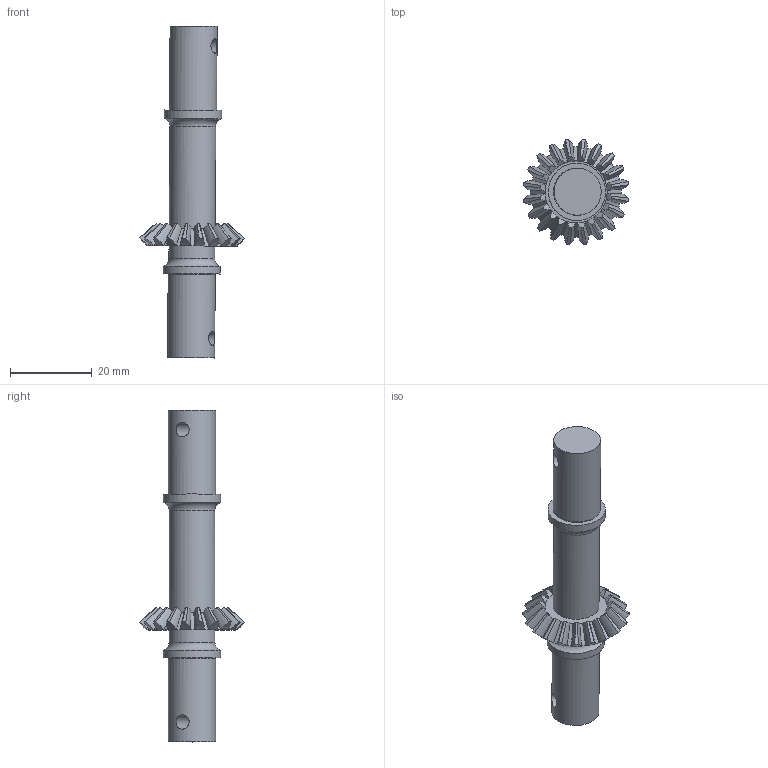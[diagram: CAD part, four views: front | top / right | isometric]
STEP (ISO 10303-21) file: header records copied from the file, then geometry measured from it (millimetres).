
FILE_DESCRIPTION(/* description */ (''),/* implementation_level */ '2;1');
FILE_NAME(/* name */ 'ADM_MAIN_SHAFT.stp',/* time_stamp */ '2024-10-18T18:00:17-05:00',/* author */ ('yulio'),/* organization */ (''),/* preprocessor_version */ 'ST-DEVELOPER v20',/* originating_system */ 'Autodesk Inventor 2024',/* authorisation */ '');
FILE_SCHEMA (('AUTOMOTIVE_DESIGN { 1 0 10303 214 3 1 1 }'));
Length unit declared in the file: millimetre
Products named in the file (1): EJE CON ENGRA
Bounding box: 25.78 x 25.78 x 80.99 mm (x, y, z)
Volume: 9353.5 mm3; surface area: 4675.7 mm2
Topology: 1 solids, 2 shells, 142 faces, 322 edges, 189 vertices
Faces by surface type: cone 80, bspline 40, cylinder 11, plane 9, torus 2
Full cylindrical faces by diameter (mm): 3.5 x2, 8 x1, 11.2 x4, 11.5 x2, 14 x2
Entity records: 5673 total; most frequent: CARTESIAN_POINT 2481, ORIENTED_EDGE 644, DIRECTION 583, EDGE_CURVE 322, AXIS2_PLACEMENT_3D 246, VERTEX_POINT 189, EDGE_LOOP 153, CIRCLE 143
